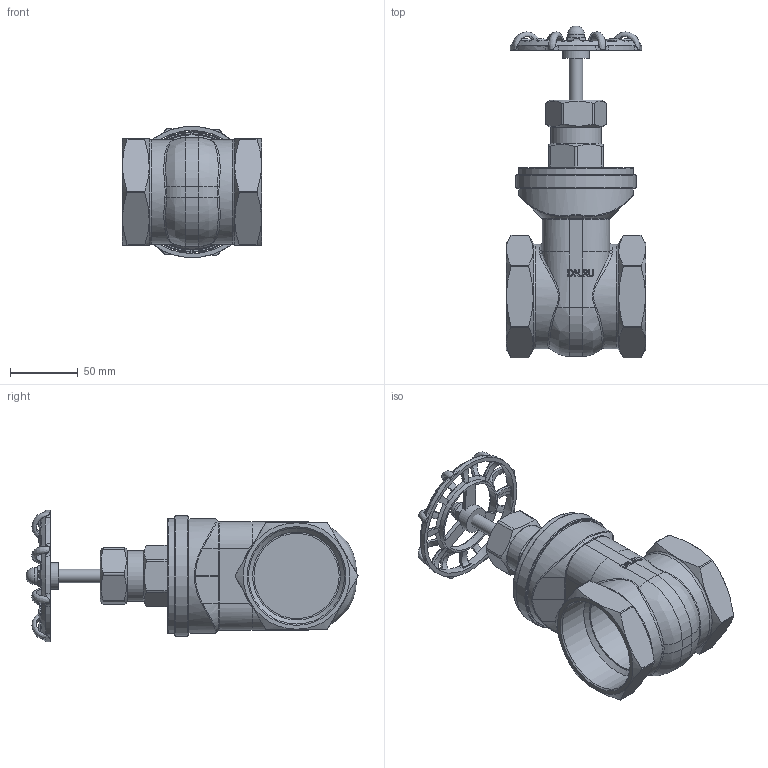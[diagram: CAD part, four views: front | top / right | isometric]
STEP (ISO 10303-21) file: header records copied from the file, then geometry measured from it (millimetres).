
FILE_DESCRIPTION(/* description */ (''),/* implementation_level */ '2;1');
FILE_NAME(/* name */ 'DN65_3D_STEP.stp',/* time_stamp */ '2024-12-02T01:12:22+03:00',/* author */ ('igorr'),/* organization */ (''),/* preprocessor_version */ 'ST-DEVELOPER v20',/* originating_system */ 'Autodesk Inventor 2025',/* authorisation */ '');
FILE_SCHEMA (('AUTOMOTIVE_DESIGN { 1 0 10303 214 3 1 1 }'));
Length unit declared in the file: millimetre
Products named in the file (4): Сборка; Деталь; Деталь1; CNS 4473 - M 8
Assembly tree (3 placements, depth 2):
  Сборка
    Деталь
    Деталь1
    CNS 4473 - M 8
Bounding box: 103 x 245.46 x 96.98 mm (x, y, z)
Volume: 575770.6 mm3; surface area: 113051.8 mm2
Topology: 3 solids, 3 shells, 511 faces, 1456 edges, 925 vertices
Faces by surface type: bspline 179, plane 148, cylinder 118, cone 46, torus 19, sphere 1
Full cylindrical faces by diameter (mm): 6.647 x1, 8 x1, 10 x1, 12.5 x1, 13.991 x1, 20 x1, 37 x1, 54 x1, 57 x1, 63 x2, 71 x2, 77 x2, 85 x2, 89 x1, 91 x1
Entity records: 25849 total; most frequent: CARTESIAN_POINT 13636, ORIENTED_EDGE 2908, DIRECTION 1783, EDGE_CURVE 1454, VERTEX_POINT 925, AXIS2_PLACEMENT_3D 712, B_SPLINE_CURVE_WITH_KNOTS 654, EDGE_LOOP 533
